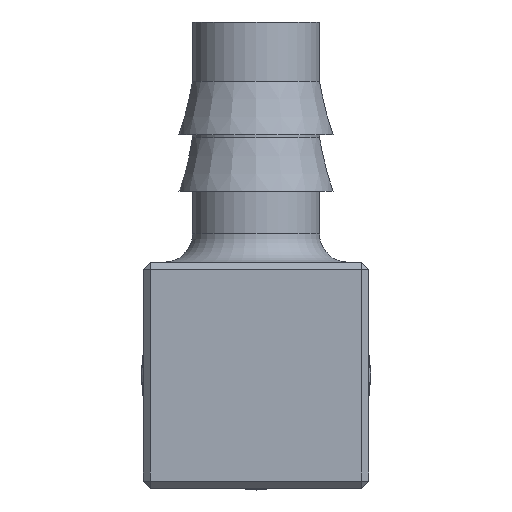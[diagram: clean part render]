
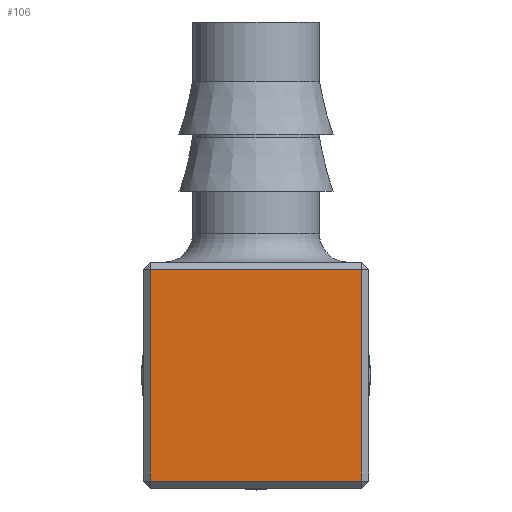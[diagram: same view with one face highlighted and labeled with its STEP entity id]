
A CAD part, front view. The second image highlights one B-rep face of the part: STEP entity #106.
In plain terms, the highlighted planar face has unit normal (0, -1, 0).
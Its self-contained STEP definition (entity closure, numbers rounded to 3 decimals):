
#106=ADVANCED_FACE('',(#637),#639,.F.);
#637=FACE_BOUND('',#638,.T.);
#638=EDGE_LOOP('',(#4297,#4298,#4299,#4300));
#639=PLANE('',#640);
#640=AXIS2_PLACEMENT_3D('',#641,#642,#643);
#641=CARTESIAN_POINT('',(0.,0.,0.));
#642=DIRECTION('',(0.,1.,0.));
#643=DIRECTION('',(-1.,0.,0.));
#4297=ORIENTED_EDGE('',*,*,#4551,.F.);
#4298=ORIENTED_EDGE('',*,*,#4552,.F.);
#4299=ORIENTED_EDGE('',*,*,#4530,.F.);
#4300=ORIENTED_EDGE('',*,*,#4553,.F.);
#4530=EDGE_CURVE('',#4750,#4748,#4752,.T.);
#4551=EDGE_CURVE('',#4786,#4787,#4788,.T.);
#4552=EDGE_CURVE('',#4748,#4786,#4789,.T.);
#4553=EDGE_CURVE('',#4787,#4750,#4790,.T.);
#4748=VERTEX_POINT('',#5218);
#4750=VERTEX_POINT('',#5222);
#4752=LINE('',#5226,#5227);
#4786=VERTEX_POINT('',#5309);
#4787=VERTEX_POINT('',#5310);
#4788=LINE('',#5311,#5312);
#4789=LINE('',#5314,#5315);
#4790=LINE('',#5317,#5318);
#5218=CARTESIAN_POINT('',(7.5,0.,7.5));
#5222=CARTESIAN_POINT('',(-7.5,0.,7.5));
#5226=CARTESIAN_POINT('',(-7.5,0.,7.5));
#5227=VECTOR('',#5228,1.);
#5228=DIRECTION('',(1.,0.,0.));
#5309=CARTESIAN_POINT('',(7.5,0.,-7.5));
#5310=CARTESIAN_POINT('',(-7.5,0.,-7.5));
#5311=CARTESIAN_POINT('',(7.5,0.,-7.5));
#5312=VECTOR('',#5313,1.);
#5313=DIRECTION('',(-1.,0.,0.));
#5314=CARTESIAN_POINT('',(7.5,0.,7.5));
#5315=VECTOR('',#5316,1.);
#5316=DIRECTION('',(0.,0.,-1.));
#5317=CARTESIAN_POINT('',(-7.5,0.,-7.5));
#5318=VECTOR('',#5319,1.);
#5319=DIRECTION('',(0.,0.,1.));
